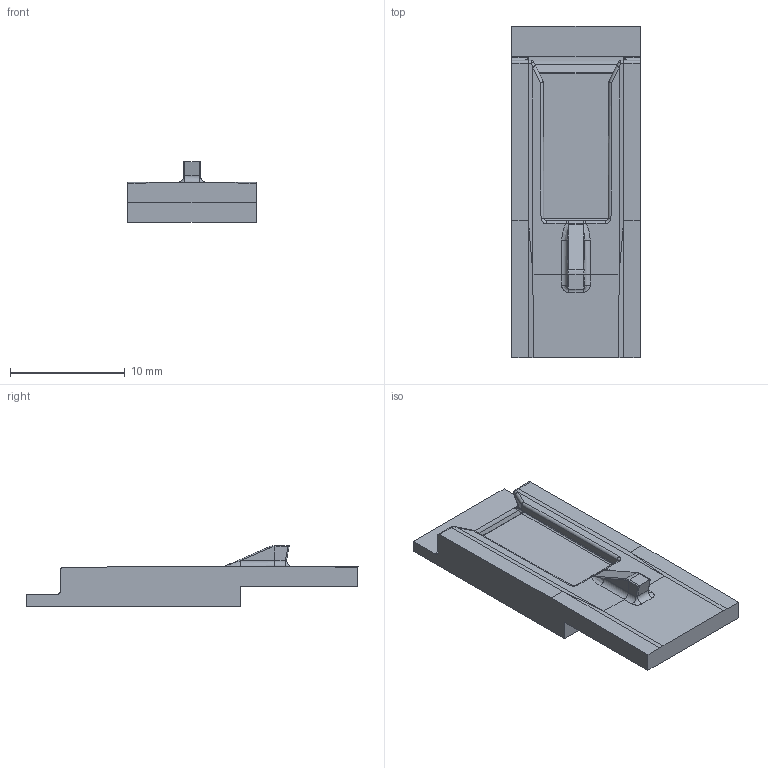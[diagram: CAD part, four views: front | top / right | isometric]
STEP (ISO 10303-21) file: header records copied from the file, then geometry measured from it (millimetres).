
FILE_DESCRIPTION(('CATIA V5 STEP Exchange'),'2;1');
FILE_NAME('Style C - Connector Slot_02.stp','2011-05-13T14:50:03+00:00',('none'),('none'),'CATIA Version 5 Release 19 SP 5 (IN-10)','CATIA V5 STEP AP203','none');
FILE_SCHEMA(('CONFIG_CONTROL_DESIGN'));
Length unit declared in the file: millimetre
Products named in the file (1): USCAR Connector
Bounding box: 11.2 x 28.95 x 5.3 mm (x, y, z)
Volume: 662.8 mm3; surface area: 977.8 mm2
Topology: 1 solids, 1 shells, 152 faces, 362 edges, 196 vertices
Faces by surface type: cylinder 63, plane 43, bspline 32, sphere 14
Entity records: 6174 total; most frequent: CARTESIAN_POINT 3197, ORIENTED_EDGE 692, DIRECTION 430, EDGE_CURVE 346, VERTEX_POINT 196, AXIS2_PLACEMENT_3D 187, ADVANCED_FACE 152, B_SPLINE_CURVE_WITH_KNOTS 152
